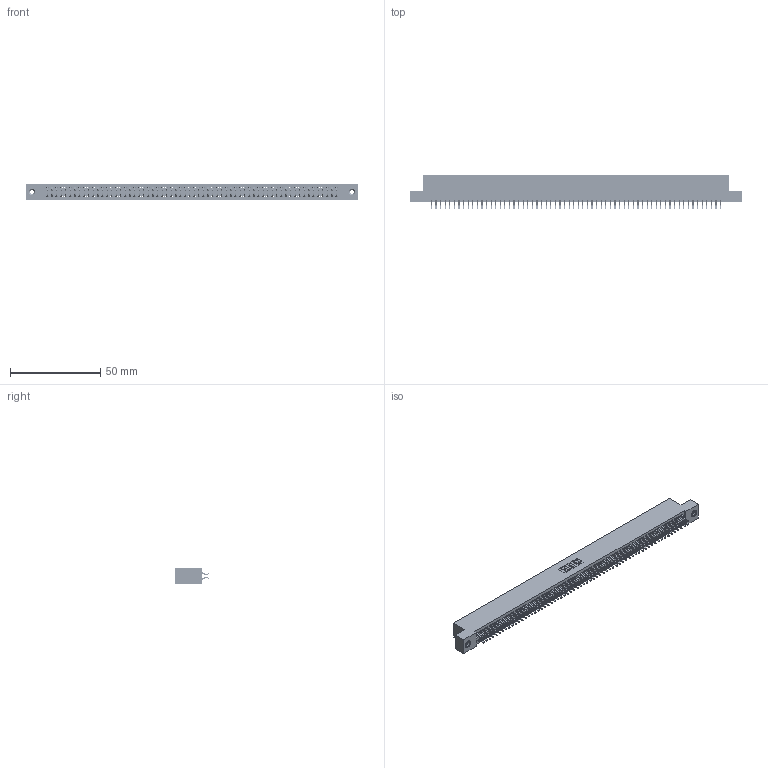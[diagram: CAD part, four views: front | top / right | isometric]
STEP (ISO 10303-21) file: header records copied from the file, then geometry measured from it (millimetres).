
FILE_DESCRIPTION (( 'STEP AP203' ), '1' );
FILE_NAME ('395-128-556-208.STEP', '2019-10-28T20:24:09', ( '' ), ( '' ), 'SwSTEP 2.0', 'SolidWorks 2016', '' );
FILE_SCHEMA (( 'CONFIG_CONTROL_DESIGN' ));
Length unit declared in the file: inch
Products named in the file (4): 345 Part_Flush Mounting Lugs - 0.156 Dia-TI; 345-292-001_556 Tail; 345-250-001_345-250-003-102; 395-128-556-208
Assembly tree (131 placements, depth 2):
  395-128-556-208
    345 Part_Flush Mounting Lugs - 0.156 Dia-TI
    345-292-001_556 Tail  x128
    345-250-001_345-250-003-102  x2
Bounding box: 183.77 x 19.24 x 9.4 mm (x, y, z)
Volume: 18044.1 mm3; surface area: 26999.7 mm2
Topology: 131 solids, 131 shells, 7354 faces, 21853 edges, 14390 vertices
Faces by surface type: plane 4848, cylinder 2490, cone 12, torus 4
Entity records: 48660 total; most frequent: CARTESIAN_POINT 8131, ORIENTED_EDGE 8046, DIRECTION 7157, EDGE_CURVE 4023, VECTOR 3607, LINE 3607, VERTEX_POINT 2676, AXIS2_PLACEMENT_3D 1775
